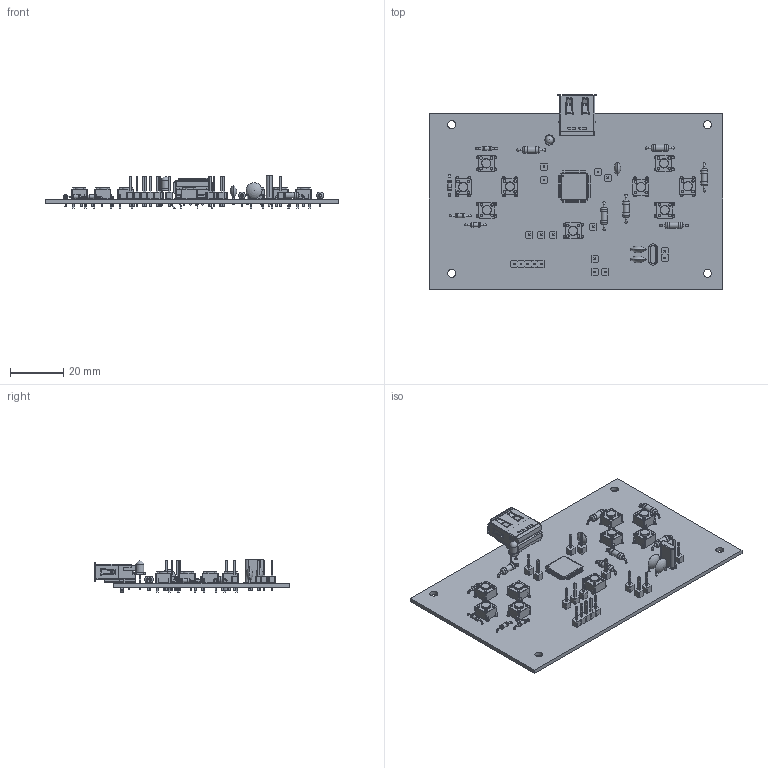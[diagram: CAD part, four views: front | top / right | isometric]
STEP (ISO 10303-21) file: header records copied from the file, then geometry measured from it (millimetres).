
FILE_DESCRIPTION(('KiCad electronic assembly'),'2;1');
FILE_NAME('Kicad_gamepad.step','2025-11-29T18:18:01',('Pcbnew'),('Kicad' ),'Open CASCADE STEP processor 7.8','KiCad to STEP converter', 'Unknown');
FILE_SCHEMA(('AUTOMOTIVE_DESIGN { 1 0 10303 214 1 1 1 1 }'));
Length unit declared in the file: millimetre
Products named in the file (14): Kicad_gamepad 1; R_Axial_DIN0204_L3.6mm_D1.6mm_P7.62mm_Horizontal; R_Axial_DIN0207_L6.3mm_D2.5mm_P10.16mm_Horizontal; SW_PUSH_6mm; C_Disc_D6.0mm_W2.5mm_P5.00mm; PinHeader_1x01_P2.54mm_Vertical; PinHeader_1x02_P2.54mm_Vertical; LED_D3.0mm; C_Disc_D5.0mm_W2.5mm_P2.50mm; Crystal_HC52-U_Vertical; USB_A_Molex_67643_Horizontal; PinHeader_1x05_P2.54mm_Vertical; TQFP-44_10x10mm_P0.8mm; Kicad_gamepad_PCB
Assembly tree (40 placements, depth 2):
  Kicad_gamepad 1
    R_Axial_DIN0204_L3.6mm_D1.6mm_P7.62mm_Horizontal  x4
    R_Axial_DIN0207_L6.3mm_D2.5mm_P10.16mm_Horizontal  x6
    SW_PUSH_6mm  x9
    C_Disc_D6.0mm_W2.5mm_P5.00mm  x2
    PinHeader_1x01_P2.54mm_Vertical  x11
    PinHeader_1x02_P2.54mm_Vertical
    LED_D3.0mm
    C_Disc_D5.0mm_W2.5mm_P2.50mm
    Crystal_HC52-U_Vertical
    USB_A_Molex_67643_Horizontal
    PinHeader_1x05_P2.54mm_Vertical
    TQFP-44_10x10mm_P0.8mm
    Kicad_gamepad_PCB
Bounding box: 110 x 73.03 x 12.7 mm (x, y, z)
Volume: 13879.5 mm3; surface area: 21305 mm2
Topology: 49 solids, 49 shells, 3034 faces, 7544 edges, 4730 vertices
Faces by surface type: plane 1968, cylinder 806, bspline 196, torus 53, sphere 7, revolution 4
Full cylindrical faces by diameter (mm): 0.5 x27, 0.6 x24, 0.7 x8, 0.8 x20, 0.9 x2, 0.95 x4, 1 x54, 1.1 x36, 1.44 x4, 1.6 x8, 2.25 x6, 2.5 x12, 3 x5, 3.5 x9
Entity records: 70021 total; most frequent: CARTESIAN_POINT 16536, ORIENTED_EDGE 8876, DIRECTION 7899, EDGE_CURVE 4438, LINE 2953, VECTOR 2953, VERTEX_POINT 2752, AXIS2_PLACEMENT_3D 2472
